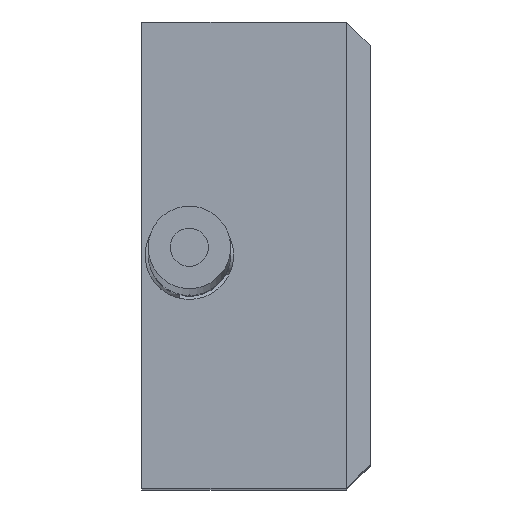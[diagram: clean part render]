
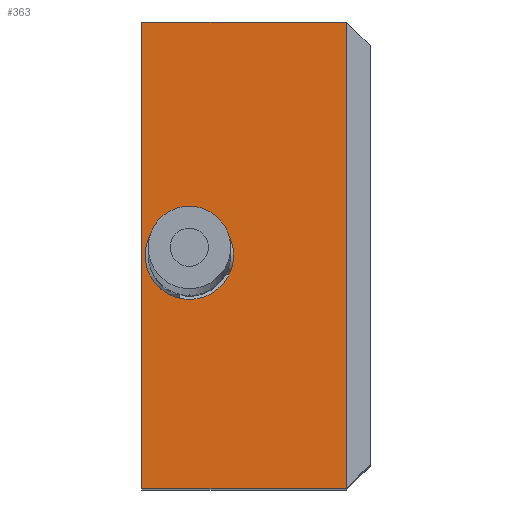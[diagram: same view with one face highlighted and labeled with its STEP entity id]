
A CAD part, top view. The second image highlights one B-rep face of the part: STEP entity #363.
In plain terms, the highlighted face is planar.
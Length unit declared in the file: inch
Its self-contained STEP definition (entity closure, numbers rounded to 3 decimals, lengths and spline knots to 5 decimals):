
#1=DIRECTION('',(0.,0.,-1.));
#2=VECTOR('',#1,0.49);
#3=CARTESIAN_POINT('',(0.,-0.49,0.245));
#4=LINE('',#3,#2);
#45=DIRECTION('',(0.,0.,-1.));
#46=VECTOR('',#45,0.49);
#47=CARTESIAN_POINT('',(0.215,-0.49,0.245));
#48=LINE('',#47,#46);
#49=DIRECTION('',(1.,0.,0.));
#50=VECTOR('',#49,0.215);
#51=CARTESIAN_POINT('',(0.,-0.49,0.245));
#52=LINE('',#51,#50);
#53=CARTESIAN_POINT('',(0.05,-0.49,0.));
#54=DIRECTION('',(0.,-1.,0.));
#55=DIRECTION('',(0.,0.,-1.));
#56=AXIS2_PLACEMENT_3D('',#53,#54,#55);
#58=CARTESIAN_POINT('',(0.05,-0.49,0.));
#59=DIRECTION('',(0.,-1.,0.));
#60=DIRECTION('',(0.,0.,1.));
#61=AXIS2_PLACEMENT_3D('',#58,#59,#60);
#131=DIRECTION('',(1.,0.,0.));
#132=VECTOR('',#131,0.215);
#133=CARTESIAN_POINT('',(0.,-0.49,-0.245));
#134=LINE('',#133,#132);
#249=CARTESIAN_POINT('',(0.,-0.49,0.245));
#250=CARTESIAN_POINT('',(0.,-0.49,-0.245));
#251=VERTEX_POINT('',#249);
#252=VERTEX_POINT('',#250);
#262=CARTESIAN_POINT('',(0.215,-0.49,0.245));
#264=VERTEX_POINT('',#262);
#265=CARTESIAN_POINT('',(0.215,-0.49,-0.245));
#266=VERTEX_POINT('',#265);
#297=CARTESIAN_POINT('',(0.05,-0.49,-0.0465));
#298=CARTESIAN_POINT('',(0.05,-0.49,0.0465));
#299=VERTEX_POINT('',#297);
#300=VERTEX_POINT('',#298);
#343=CARTESIAN_POINT('',(0.,-0.49,0.245));
#344=DIRECTION('',(0.,-1.,0.));
#345=DIRECTION('',(0.,0.,-1.));
#346=AXIS2_PLACEMENT_3D('',#343,#344,#345);
#347=PLANE('',#346);
#349=ORIENTED_EDGE('',*,*,#348,.T.);
#351=ORIENTED_EDGE('',*,*,#350,.F.);
#352=ORIENTED_EDGE('',*,*,#316,.F.);
#354=ORIENTED_EDGE('',*,*,#353,.T.);
#355=EDGE_LOOP('',(#349,#351,#352,#354));
#356=FACE_OUTER_BOUND('',#355,.F.);
#358=ORIENTED_EDGE('',*,*,#357,.T.);
#360=ORIENTED_EDGE('',*,*,#359,.T.);
#361=EDGE_LOOP('',(#358,#360));
#362=FACE_BOUND('',#361,.F.);
#363=ADVANCED_FACE('',(#356,#362),#347,.T.);
#57=CIRCLE('',#56,0.0465);
#62=CIRCLE('',#61,0.0465);
#316=EDGE_CURVE('',#251,#252,#4,.T.);
#348=EDGE_CURVE('',#264,#266,#48,.T.);
#350=EDGE_CURVE('',#252,#266,#134,.T.);
#353=EDGE_CURVE('',#251,#264,#52,.T.);
#357=EDGE_CURVE('',#299,#300,#57,.T.);
#359=EDGE_CURVE('',#300,#299,#62,.T.);
